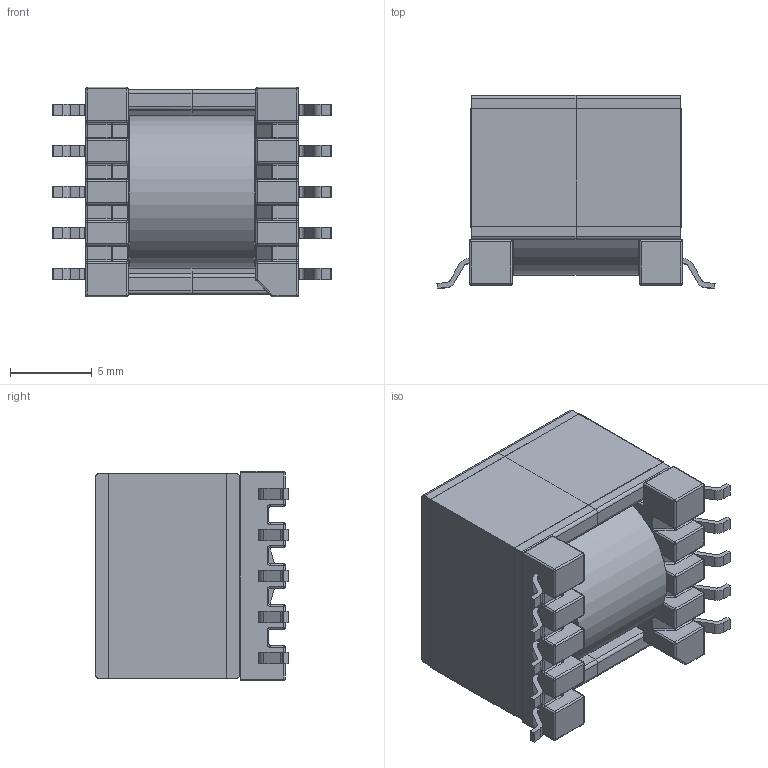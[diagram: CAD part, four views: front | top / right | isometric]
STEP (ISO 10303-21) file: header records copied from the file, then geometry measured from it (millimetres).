
FILE_DESCRIPTION (( 'STEP AP214' ), '1' );
FILE_NAME ('PA2467NL.STEP', '2016-08-22T02:35:39', ( '' ), ( '' ), 'SwSTEP 2.0', 'SolidWorks 2012', '' );
FILE_SCHEMA (( 'AUTOMOTIVE_DESIGN' ));
Length unit declared in the file: millimetre
Products named in the file (6): EP13 Core Tape; EP13 Bobbin Wire; 032-2885.XXX EP13 CORE_CTRY AND DATE CODE; 032-2885.XXX EP13 CORE_Part Number; 042-0841.001 EP13SM 10P; PA2467NL
Assembly tree (5 placements, depth 2):
  PA2467NL
    042-0841.001 EP13SM 10P
    032-2885.XXX EP13 CORE_Part Number
    032-2885.XXX EP13 CORE_CTRY AND DATE CODE
    EP13 Bobbin Wire
    EP13 Core Tape
Bounding box: 17 x 11.78 x 12.8 mm (x, y, z)
Volume: 1555.3 mm3; surface area: 3178.2 mm2
Topology: 5 solids, 5 shells, 967 faces, 2502 edges, 1561 vertices
Faces by surface type: plane 512, cylinder 221, bspline 158, sphere 42, torus 34
Entity records: 37273 total; most frequent: CARTESIAN_POINT 12689, ORIENTED_EDGE 4920, DIRECTION 4211, EDGE_CURVE 2460, LINE 1685, VECTOR 1685, VERTEX_POINT 1561, AXIS2_PLACEMENT_3D 1263
